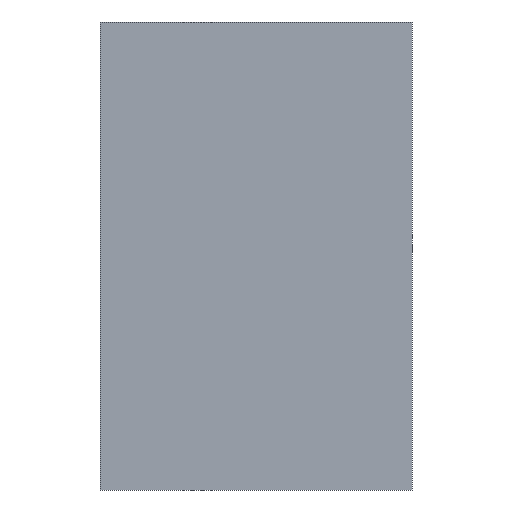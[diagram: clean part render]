
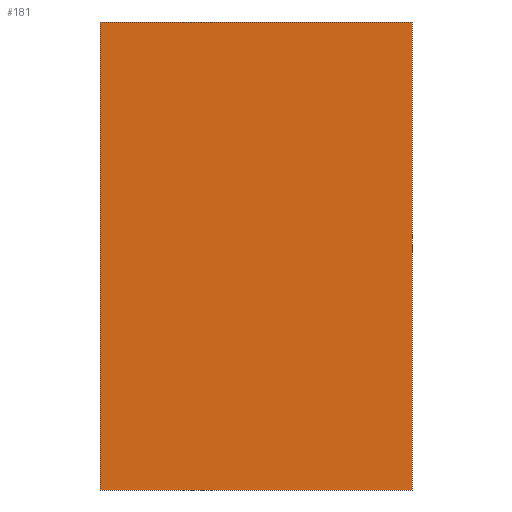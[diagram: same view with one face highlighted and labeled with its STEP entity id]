
A CAD part, front view. The second image highlights one B-rep face of the part: STEP entity #181.
In plain terms, the highlighted planar face has unit normal (0, -1, 0).
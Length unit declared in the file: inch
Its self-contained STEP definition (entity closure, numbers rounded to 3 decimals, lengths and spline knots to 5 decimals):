
#4 = VECTOR ( 'NONE', #184, 39.37008 ) ;
#10 = CARTESIAN_POINT ( 'NONE',  ( 0., 0., -0.11811 ) ) ;
#16 = AXIS2_PLACEMENT_3D ( 'NONE', #168, #73, #183 ) ;
#33 = LINE ( 'NONE', #167, #148 ) ;
#35 = ORIENTED_EDGE ( 'NONE', *, *, #199, .F. ) ;
#47 = CARTESIAN_POINT ( 'NONE',  ( 0.07874, 0., -0.11811 ) ) ;
#49 = PLANE ( 'NONE',  #16 ) ;
#50 = DIRECTION ( 'NONE',  ( -1., 0., 0. ) ) ;
#52 = LINE ( 'NONE', #151, #4 ) ;
#56 = EDGE_CURVE ( 'NONE', #145, #175, #135, .T. ) ;
#60 = VERTEX_POINT ( 'NONE', #87 ) ;
#67 = EDGE_CURVE ( 'NONE', #60, #145, #33, .T. ) ;
#71 = EDGE_LOOP ( 'NONE', ( #35, #107, #91, #94 ) ) ;
#73 = DIRECTION ( 'NONE',  ( 0., -1., 0. ) ) ;
#77 = VERTEX_POINT ( 'NONE', #10 ) ;
#85 = VECTOR ( 'NONE', #50, 39.37008 ) ;
#87 = CARTESIAN_POINT ( 'NONE',  ( 0., 0., 0. ) ) ;
#89 = CARTESIAN_POINT ( 'NONE',  ( 0.07874, 0., 0. ) ) ;
#91 = ORIENTED_EDGE ( 'NONE', *, *, #56, .F. ) ;
#92 = CARTESIAN_POINT ( 'NONE',  ( 0., 0., -0.11811 ) ) ;
#94 = ORIENTED_EDGE ( 'NONE', *, *, #67, .F. ) ;
#98 = DIRECTION ( 'NONE',  ( 1., 0., 0. ) ) ;
#107 = ORIENTED_EDGE ( 'NONE', *, *, #210, .F. ) ;
#127 = DIRECTION ( 'NONE',  ( 0., 0., -1. ) ) ;
#135 = LINE ( 'NONE', #89, #174 ) ;
#138 = FACE_OUTER_BOUND ( 'NONE', #71, .T. ) ;
#145 = VERTEX_POINT ( 'NONE', #165 ) ;
#148 = VECTOR ( 'NONE', #98, 39.37008 ) ;
#151 = CARTESIAN_POINT ( 'NONE',  ( 0., 0., 0. ) ) ;
#165 = CARTESIAN_POINT ( 'NONE',  ( 0.07874, 0., 0. ) ) ;
#166 = LINE ( 'NONE', #92, #85 ) ;
#167 = CARTESIAN_POINT ( 'NONE',  ( 0., 0., 0. ) ) ;
#168 = CARTESIAN_POINT ( 'NONE',  ( 0., 0., 0. ) ) ;
#174 = VECTOR ( 'NONE', #127, 39.37008 ) ;
#175 = VERTEX_POINT ( 'NONE', #47 ) ;
#181 = ADVANCED_FACE ( 'NONE', ( #138 ), #49, .T. ) ;
#183 = DIRECTION ( 'NONE',  ( 0., 0., -1. ) ) ;
#184 = DIRECTION ( 'NONE',  ( 0., 0., 1. ) ) ;
#199 = EDGE_CURVE ( 'NONE', #77, #60, #52, .T. ) ;
#210 = EDGE_CURVE ( 'NONE', #175, #77, #166, .T. ) ;
